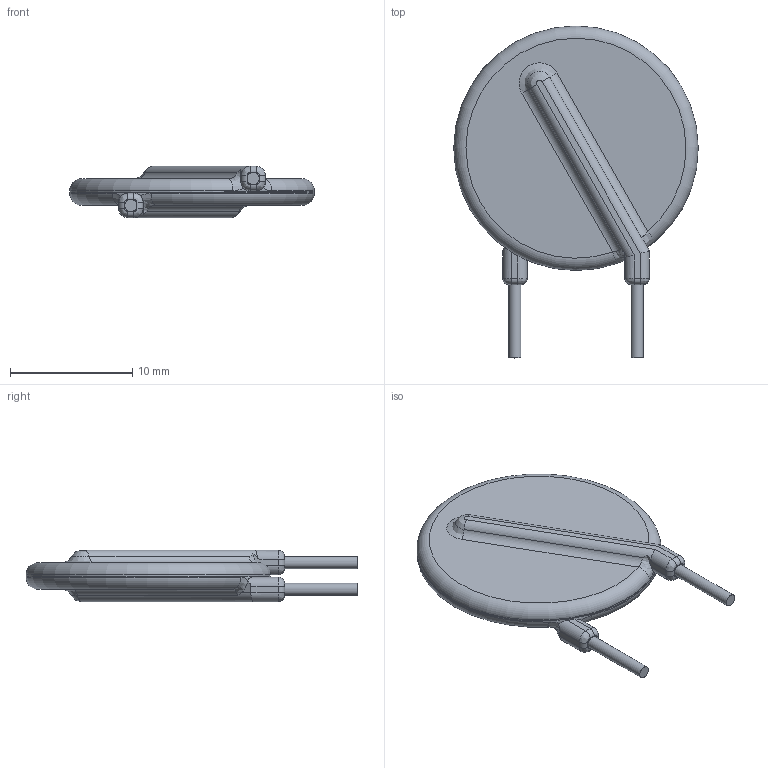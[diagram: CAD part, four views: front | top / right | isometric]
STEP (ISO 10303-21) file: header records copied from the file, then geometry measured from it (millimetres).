
FILE_DESCRIPTION(/* description */ (''),/* implementation_level */ '2;1');
FILE_NAME(/* name */ 'MOV_20mm.step',/* time_stamp */ '2019-11-19T20:43:12-05:00',/* author */ (''),/* organization */ (''),/* preprocessor_version */ 'ST-DEVELOPER v18',/* originating_system */ 'Autodesk Translation Framework v8.12.0.6',/* authorisation */ '');
FILE_SCHEMA (('AUTOMOTIVE_DESIGN { 1 0 10303 214 3 1 1 }'));
Length unit declared in the file: millimetre
Products named in the file (3): MOV_20mm; Component1; Component2
Assembly tree (3 placements, depth 2):
  MOV_20mm
    Component1  x2
    Component2
Bounding box: 20 x 27.16 x 4.2 mm (x, y, z)
Volume: 756.8 mm3; surface area: 1448.4 mm2
Topology: 4 solids, 4 shells, 68 faces, 154 edges, 94 vertices
Faces by surface type: cylinder 30, plane 20, bspline 16, torus 2
Full cylindrical faces by diameter (mm): 1 x2, 20 x2
Entity records: 1373 total; most frequent: CARTESIAN_POINT 491, DIRECTION 172, ORIENTED_EDGE 160, EDGE_CURVE 80, AXIS2_PLACEMENT_3D 72, VERTEX_POINT 49, FACE_OUTER_BOUND 37, EDGE_LOOP 37
